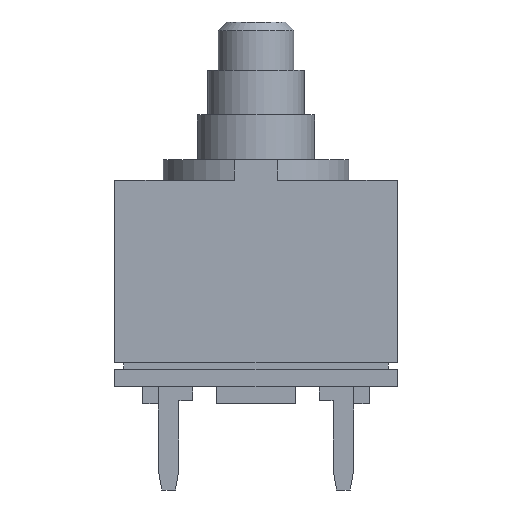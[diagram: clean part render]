
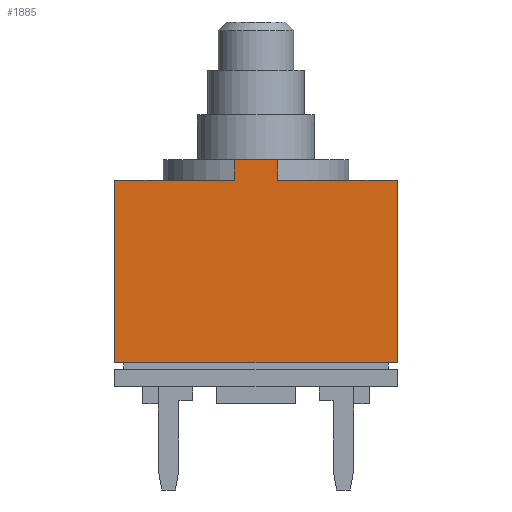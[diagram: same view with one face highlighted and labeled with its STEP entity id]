
A CAD part, front view. The second image highlights one B-rep face of the part: STEP entity #1885.
In plain terms, the highlighted planar face has unit normal (0, -1, 0).
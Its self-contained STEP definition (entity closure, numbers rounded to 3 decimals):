
#137=PLANE('',#2022);
#241=FACE_OUTER_BOUND('',#352,.T.);
#352=EDGE_LOOP('',(#1690,#1691,#1692,#1693,#1694,#1695,#1696,#1697));
#601=LINE('',#3035,#824);
#609=LINE('',#3051,#832);
#610=LINE('',#3053,#833);
#611=LINE('',#3055,#834);
#612=LINE('',#3057,#835);
#613=LINE('',#3059,#836);
#614=LINE('',#3061,#837);
#615=LINE('',#3062,#838);
#824=VECTOR('',#2464,10.);
#832=VECTOR('',#2474,10.);
#833=VECTOR('',#2475,10.);
#834=VECTOR('',#2476,10.);
#835=VECTOR('',#2477,10.);
#836=VECTOR('',#2478,10.);
#837=VECTOR('',#2479,10.);
#838=VECTOR('',#2480,10.);
#989=VERTEX_POINT('',#3033);
#990=VERTEX_POINT('',#3034);
#997=VERTEX_POINT('',#3050);
#998=VERTEX_POINT('',#3052);
#999=VERTEX_POINT('',#3054);
#1000=VERTEX_POINT('',#3056);
#1001=VERTEX_POINT('',#3058);
#1002=VERTEX_POINT('',#3060);
#1228=EDGE_CURVE('',#989,#990,#601,.T.);
#1236=EDGE_CURVE('',#989,#997,#609,.T.);
#1237=EDGE_CURVE('',#998,#997,#610,.T.);
#1238=EDGE_CURVE('',#999,#998,#611,.T.);
#1239=EDGE_CURVE('',#1000,#999,#612,.T.);
#1240=EDGE_CURVE('',#1001,#1000,#613,.T.);
#1241=EDGE_CURVE('',#1002,#1001,#614,.T.);
#1242=EDGE_CURVE('',#990,#1002,#615,.T.);
#1690=ORIENTED_EDGE('',*,*,#1228,.F.);
#1691=ORIENTED_EDGE('',*,*,#1236,.T.);
#1692=ORIENTED_EDGE('',*,*,#1237,.F.);
#1693=ORIENTED_EDGE('',*,*,#1238,.F.);
#1694=ORIENTED_EDGE('',*,*,#1239,.F.);
#1695=ORIENTED_EDGE('',*,*,#1240,.F.);
#1696=ORIENTED_EDGE('',*,*,#1241,.F.);
#1697=ORIENTED_EDGE('',*,*,#1242,.F.);
#1885=ADVANCED_FACE('',(#241),#137,.T.);
#2022=AXIS2_PLACEMENT_3D('',#3049,#2472,#2473);
#2464=DIRECTION('',(-1.,0.,0.));
#2472=DIRECTION('center_axis',(0.,-1.,0.));
#2473=DIRECTION('ref_axis',(1.,0.,0.));
#2474=DIRECTION('',(0.,0.,1.));
#2475=DIRECTION('',(1.,0.,0.));
#2476=DIRECTION('',(0.,0.,-1.));
#2477=DIRECTION('',(1.,0.,0.));
#2478=DIRECTION('',(0.,0.,1.));
#2479=DIRECTION('',(1.,0.,0.));
#2480=DIRECTION('',(0.,0.,1.));
#3033=CARTESIAN_POINT('',(4.1,-2.625,0.2));
#3034=CARTESIAN_POINT('',(-4.1,-2.625,0.2));
#3035=CARTESIAN_POINT('',(4.1,-2.625,0.2));
#3049=CARTESIAN_POINT('Origin',(-4.1,-2.625,0.2));
#3050=CARTESIAN_POINT('',(4.1,-2.625,5.5));
#3051=CARTESIAN_POINT('',(4.1,-2.625,0.2));
#3052=CARTESIAN_POINT('',(0.632,-2.625,5.5));
#3053=CARTESIAN_POINT('',(4.1,-2.625,5.5));
#3054=CARTESIAN_POINT('',(0.632,-2.625,6.1));
#3055=CARTESIAN_POINT('',(0.632,-2.625,5.5));
#3056=CARTESIAN_POINT('',(-0.632,-2.625,6.1));
#3057=CARTESIAN_POINT('',(0.,-2.625,6.1));
#3058=CARTESIAN_POINT('',(-0.632,-2.625,5.5));
#3059=CARTESIAN_POINT('',(-0.632,-2.625,5.5));
#3060=CARTESIAN_POINT('',(-4.1,-2.625,5.5));
#3061=CARTESIAN_POINT('',(4.1,-2.625,5.5));
#3062=CARTESIAN_POINT('',(-4.1,-2.625,0.2));
